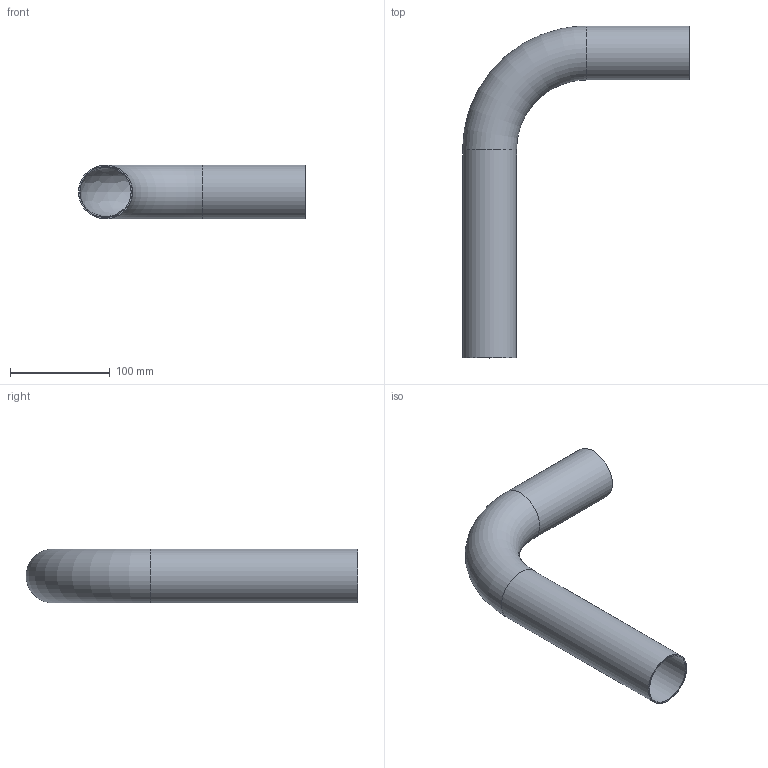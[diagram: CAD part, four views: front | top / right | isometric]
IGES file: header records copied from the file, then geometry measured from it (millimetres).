
Global section: file name: No Iges File Name specified; native system: Autodesk Inventor 2012; preprocessor: AutoDesk Inventor Iges Exporter R2012; author: amaurizio; date: 20160219.114718; units: millimetre
Bounding box: 227 x 332 x 54 mm (x, y, z)
Volume: 114629.6 mm3; surface area: 153288.7 mm2
Topology: 1 solids, 1 shells, 12 faces, 22 edges, 12 vertices
Faces by surface type: revolution 5, plane 2, cone 2, cylinder 2, torus 1
Full cylindrical faces by diameter (mm): 54 x2
